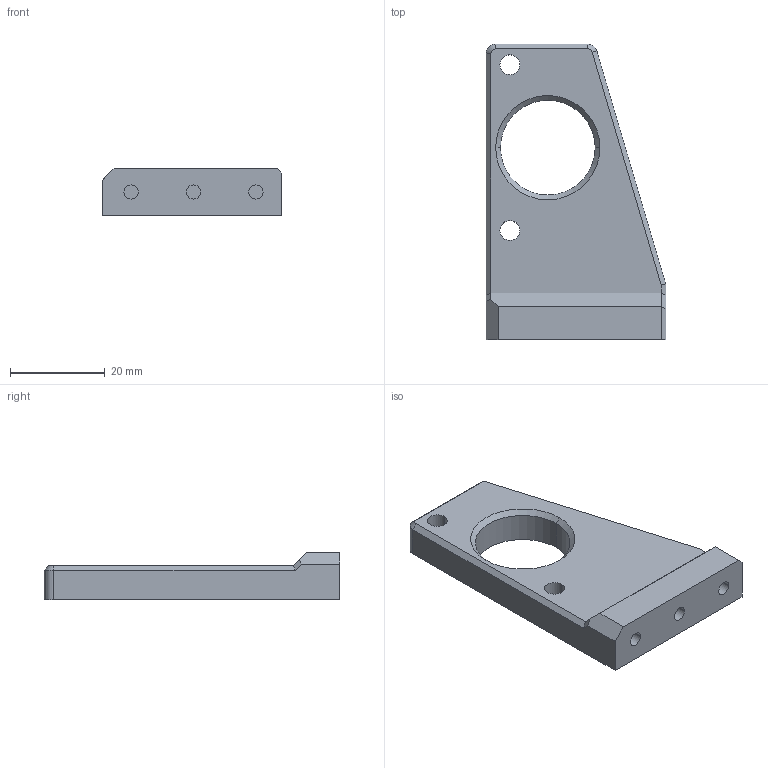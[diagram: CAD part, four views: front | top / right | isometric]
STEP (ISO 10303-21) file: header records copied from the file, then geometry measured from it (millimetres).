
FILE_DESCRIPTION (( 'STEP AP203' ), '1' );
FILE_NAME ('16_DEC_motor_mount_v6_low.step', '2020-05-23T22:41:19', ( '' ), ( '' ), 'SwSTEP 2.0', 'SolidWorks 2019', '' );
FILE_SCHEMA (( 'CONFIG_CONTROL_DESIGN' ));
Length unit declared in the file: millimetre
Products named in the file (1): 16_DEC_motor_mount_v6_low
Bounding box: 37.9 x 62.37 x 10 mm (x, y, z)
Volume: 12329.1 mm3; surface area: 5579.2 mm2
Topology: 1 solids, 1 shells, 43 faces, 99 edges, 62 vertices
Faces by surface type: plane 21, cylinder 16, cone 6
Entity records: 1304 total; most frequent: DIRECTION 225, CARTESIAN_POINT 205, ORIENTED_EDGE 198, EDGE_CURVE 99, AXIS2_PLACEMENT_3D 82, VERTEX_POINT 62, VECTOR 61, LINE 61
